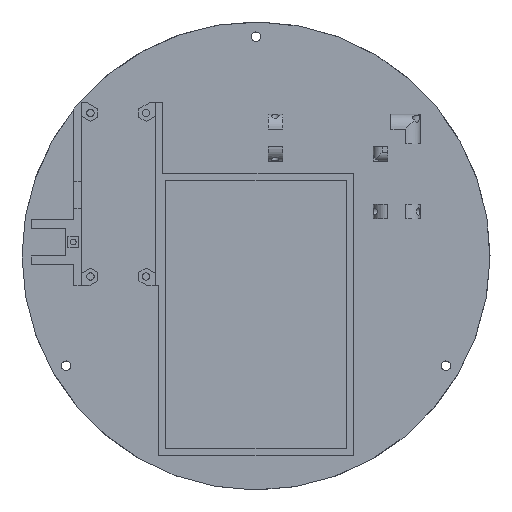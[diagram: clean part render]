
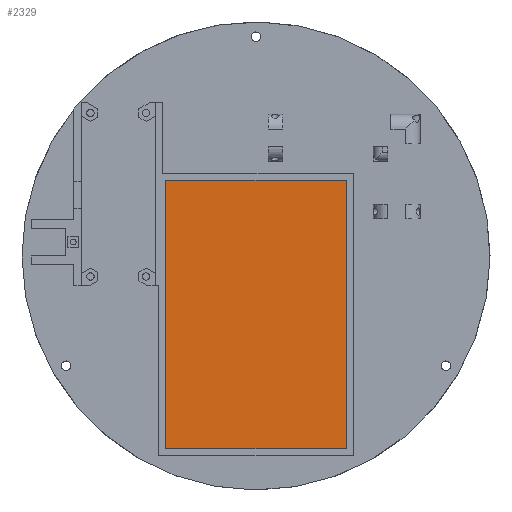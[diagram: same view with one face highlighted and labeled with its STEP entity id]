
A CAD part, top view. The second image highlights one B-rep face of the part: STEP entity #2329.
In plain terms, the highlighted planar face has unit normal (0, 0, 1).
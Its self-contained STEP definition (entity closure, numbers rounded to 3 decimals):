
#121=PLANE('',#2519);
#284=FACE_OUTER_BOUND('',#435,.T.);
#435=EDGE_LOOP('',(#2158,#2159,#2160,#2161));
#605=LINE('',#3807,#862);
#609=LINE('',#3815,#866);
#612=LINE('',#3821,#869);
#615=LINE('',#3826,#872);
#862=VECTOR('',#2919,10.);
#866=VECTOR('',#2925,10.);
#869=VECTOR('',#2930,10.);
#872=VECTOR('',#2935,10.);
#1157=VERTEX_POINT('',#3805);
#1158=VERTEX_POINT('',#3806);
#1161=VERTEX_POINT('',#3814);
#1163=VERTEX_POINT('',#3820);
#1434=EDGE_CURVE('',#1157,#1158,#605,.T.);
#1438=EDGE_CURVE('',#1158,#1161,#609,.T.);
#1441=EDGE_CURVE('',#1161,#1163,#612,.T.);
#1444=EDGE_CURVE('',#1163,#1157,#615,.T.);
#2158=ORIENTED_EDGE('',*,*,#1434,.T.);
#2159=ORIENTED_EDGE('',*,*,#1438,.T.);
#2160=ORIENTED_EDGE('',*,*,#1441,.T.);
#2161=ORIENTED_EDGE('',*,*,#1444,.T.);
#2329=ADVANCED_FACE('',(#284),#121,.T.);
#2519=AXIS2_PLACEMENT_3D('',#4009,#3120,#3121);
#2919=DIRECTION('',(0.,-1.,0.));
#2925=DIRECTION('',(1.,0.,0.));
#2930=DIRECTION('',(0.,1.,0.));
#2935=DIRECTION('',(-1.,0.,0.));
#3120=DIRECTION('center_axis',(0.,0.,1.));
#3121=DIRECTION('ref_axis',(1.,0.,0.));
#3805=CARTESIAN_POINT('',(-30.9,25.85,-45.1));
#3806=CARTESIAN_POINT('',(-30.9,-65.85,-45.1));
#3807=CARTESIAN_POINT('',(-30.9,-32.875,-45.1));
#3814=CARTESIAN_POINT('',(30.9,-65.85,-45.1));
#3815=CARTESIAN_POINT('',(15.375,-65.85,-45.1));
#3820=CARTESIAN_POINT('',(30.9,25.85,-45.1));
#3821=CARTESIAN_POINT('',(30.9,12.875,-45.1));
#3826=CARTESIAN_POINT('',(-15.375,25.85,-45.1));
#4009=CARTESIAN_POINT('Origin',(0.,0.,
-45.1));
